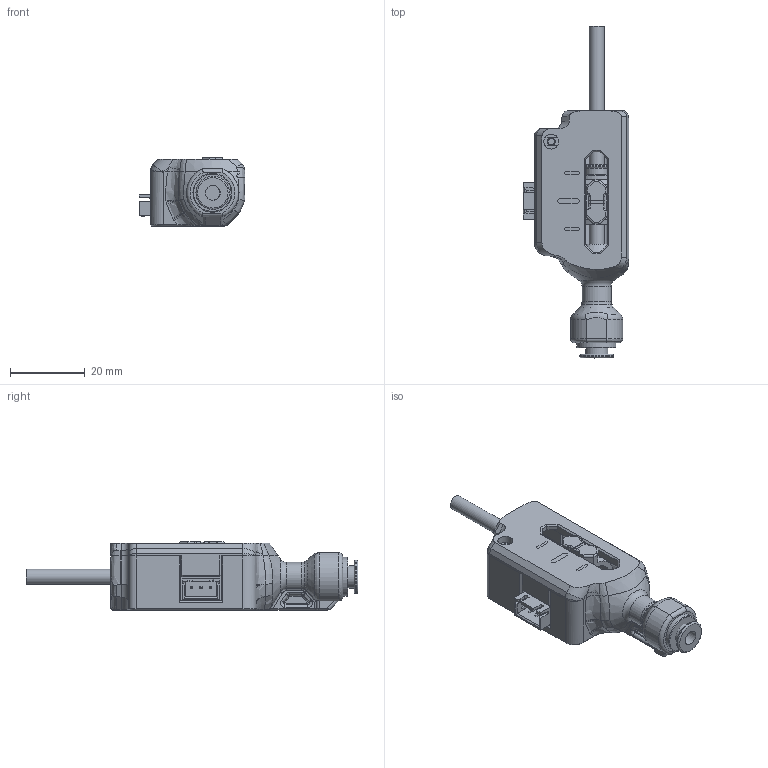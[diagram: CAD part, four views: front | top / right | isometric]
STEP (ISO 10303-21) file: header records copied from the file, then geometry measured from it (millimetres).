
FILE_DESCRIPTION(/* description */ (''),/* implementation_level */ '2;1');
FILE_NAME(/* name */ 'Stumpy PSF MKII v181.step',/* time_stamp */ '2026-01-08T14:38:47+13:00',/* author */ (''),/* organization */ (''),/* preprocessor_version */ 'ST-DEVELOPER v20.1',/* originating_system */ 'Autodesk Translation Framework v14.21.0.0',/* authorisation */ '');
FILE_SCHEMA (('AUTOMOTIVE_DESIGN { 1 0 10303 214 3 1 1 }'));
Length unit declared in the file: millimetre
Products named in the file (14): Stumpy PSF MKII; Stumpy PSF MK II Shuttle; Magnet_D4x15; Stumpy PSF MK II Case; EFDV-PCBModel; EFDV-Board; EFDV-C1-C0603; EFDV-R1-R0603; COMPOUND; EFDV-U1-SOT-23-3_L2.9-W1.6-P1.90-LS2.8-BR-CW; EFDV-CN1-CONN-TH_3P-P2.50_ZX-XH2.54-3PZZ-R; ECAS04_Cutter; ECAS Fitting v1; PTFE
Assembly tree (15 placements, depth 5):
  Stumpy PSF MKII
    Stumpy PSF MK II Shuttle
      Magnet_D4x15
      ECAS04_Cutter
      ECAS Fitting v1
    Stumpy PSF MK II Case
      EFDV-PCBModel
        EFDV-Board
        EFDV-C1-C0603
        EFDV-R1-R0603
          COMPOUND
        EFDV-U1-SOT-23-3_L2.9-W1.6-P1.90-LS2.8-BR-CW
        EFDV-CN1-CONN-TH_3P-P2.50_ZX-XH2.54-3PZZ-R
      ECAS04_Cutter
      ECAS Fitting v1
      PTFE
Bounding box: 28.38 x 89.11 x 18.44 mm (x, y, z)
Volume: 15411.7 mm3; surface area: 15296.4 mm2
Topology: 23 solids, 23 shells, 2101 faces, 5515 edges, 3567 vertices
Faces by surface type: plane 1136, bspline 511, cylinder 334, cone 80, sphere 24, torus 16
Full cylindrical faces by diameter (mm): 0.25 x1, 0.85 x3, 1.8 x1, 2 x1, 2.1 x1, 2.2 x2, 2.5 x1, 4 x9, 4.15 x1, 5.6 x2, 6 x2, 8 x4, 8.3 x6, 8.47 x2, 9 x5, 10.45 x2
Entity records: 69708 total; most frequent: CARTESIAN_POINT 20963, ORIENTED_EDGE 10592, DIRECTION 8431, EDGE_CURVE 5296, VERTEX_POINT 3436, LINE 3371, VECTOR 3371, AXIS2_PLACEMENT_3D 2530
